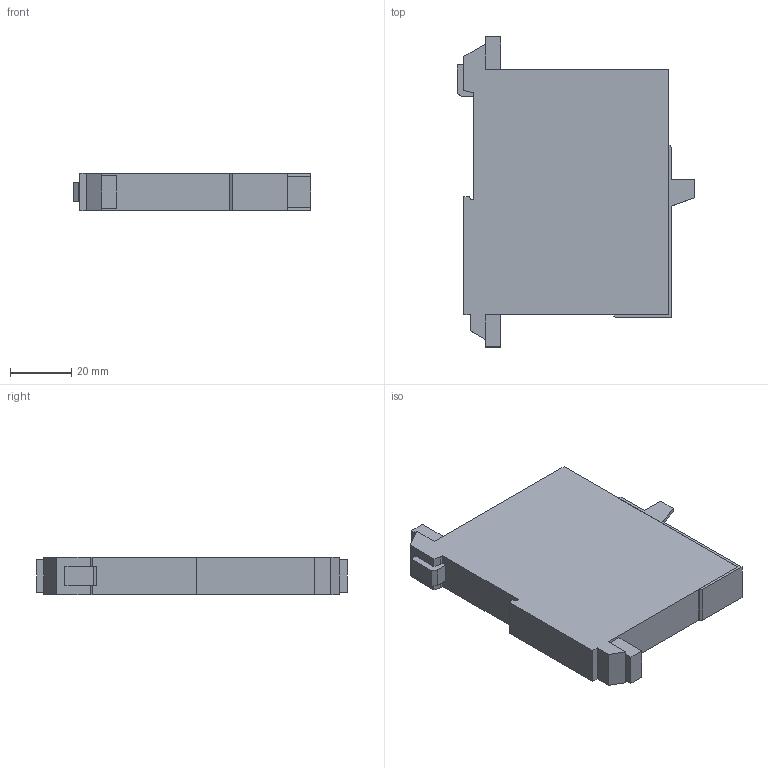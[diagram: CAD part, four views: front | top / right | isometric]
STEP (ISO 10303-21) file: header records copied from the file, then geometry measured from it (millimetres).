
FILE_DESCRIPTION (( 'STEP AP203' ), '1' );
FILE_NAME ('Neu_9174_9177.STEP', '2022-07-19T05:56:48', ( '' ), ( '' ), 'SwSTEP 2.0', 'SolidWorks 2020', '' );
FILE_SCHEMA (( 'CONFIG_CONTROL_DESIGN' ));
Length unit declared in the file: millimetre
Products named in the file (1): Neu_9174_9177
Bounding box: 77.5 x 101 x 12.3 mm (x, y, z)
Volume: 67677 mm3; surface area: 17413.6 mm2
Topology: 2 solids, 2 shells, 57 faces, 155 edges, 102 vertices
Faces by surface type: plane 57
Entity records: 1832 total; most frequent: CARTESIAN_POINT 315, ORIENTED_EDGE 310, DIRECTION 271, EDGE_CURVE 155, LINE 155, VECTOR 155, VERTEX_POINT 102, AXIS2_PLACEMENT_3D 58
